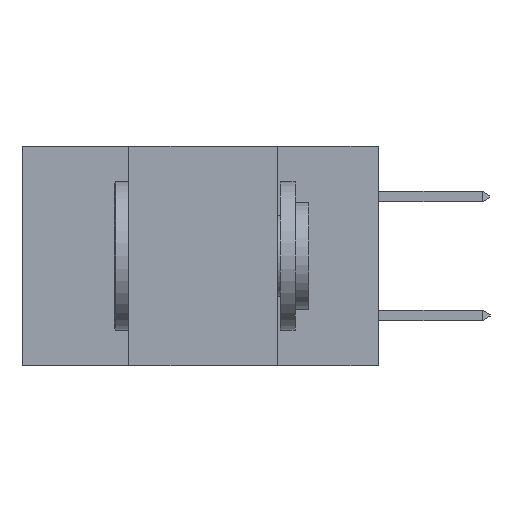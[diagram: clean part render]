
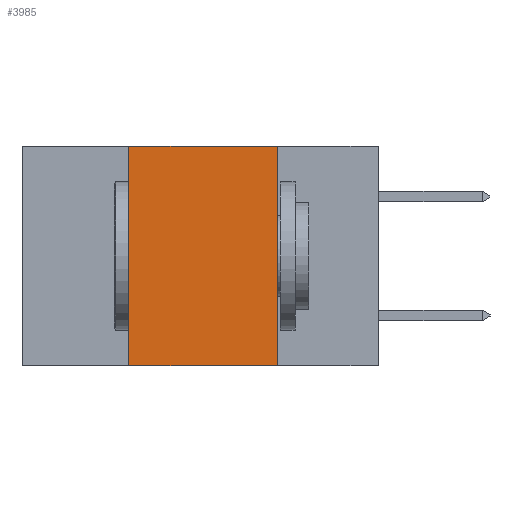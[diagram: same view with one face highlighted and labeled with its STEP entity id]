
A CAD part, left-side view. The second image highlights one B-rep face of the part: STEP entity #3985.
In plain terms, the highlighted planar face has unit normal (-1, 0, 0).
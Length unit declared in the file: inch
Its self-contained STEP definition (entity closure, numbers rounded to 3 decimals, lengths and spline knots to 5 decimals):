
#336 = CARTESIAN_POINT ( 'NONE',  ( 0., 0.42, 0. ) ) ;
#2102 = VECTOR ( 'NONE', #9972, 39.37008 ) ;
#2774 = VECTOR ( 'NONE', #4836, 39.37008 ) ;
#2956 = CARTESIAN_POINT ( 'NONE',  ( 0., 0.42, -0.37 ) ) ;
#3018 = CARTESIAN_POINT ( 'NONE',  ( 0., 0.6, 0. ) ) ;
#3985 = ADVANCED_FACE ( 'NONE', ( #21507 ), #18000, .F. ) ;
#4507 = ORIENTED_EDGE ( 'NONE', *, *, #11915, .F. ) ;
#4521 = LINE ( 'NONE', #7352, #8775 ) ;
#4836 = DIRECTION ( 'NONE',  ( 0., -1., 0. ) ) ;
#7079 = EDGE_CURVE ( 'NONE', #10287, #9105, #11682, .T. ) ;
#7139 = DIRECTION ( 'NONE',  ( 0., 0., 1. ) ) ;
#7295 = CARTESIAN_POINT ( 'NONE',  ( 0., 0.17, 0. ) ) ;
#7343 = EDGE_LOOP ( 'NONE', ( #10546, #8272, #4507, #12232 ) ) ;
#7352 = CARTESIAN_POINT ( 'NONE',  ( 0., 0.6, -0.37 ) ) ;
#8272 = ORIENTED_EDGE ( 'NONE', *, *, #10724, .F. ) ;
#8775 = VECTOR ( 'NONE', #19717, 39.37008 ) ;
#9105 = VERTEX_POINT ( 'NONE', #11598 ) ;
#9972 = DIRECTION ( 'NONE',  ( 0., 0., -1. ) ) ;
#10287 = VERTEX_POINT ( 'NONE', #7295 ) ;
#10546 = ORIENTED_EDGE ( 'NONE', *, *, #7079, .F. ) ;
#10724 = EDGE_CURVE ( 'NONE', #10830, #10287, #16947, .T. ) ;
#10830 = VERTEX_POINT ( 'NONE', #336 ) ;
#10905 = LINE ( 'NONE', #17698, #11458 ) ;
#11458 = VECTOR ( 'NONE', #7139, 39.37008 ) ;
#11598 = CARTESIAN_POINT ( 'NONE',  ( 0., 0.17, -0.37 ) ) ;
#11682 = LINE ( 'NONE', #22154, #2102 ) ;
#11915 = EDGE_CURVE ( 'NONE', #16772, #10830, #10905, .T. ) ;
#12232 = ORIENTED_EDGE ( 'NONE', *, *, #20037, .T. ) ;
#16772 = VERTEX_POINT ( 'NONE', #2956 ) ;
#16947 = LINE ( 'NONE', #3018, #2774 ) ;
#17698 = CARTESIAN_POINT ( 'NONE',  ( 0., 0.42, -0.37 ) ) ;
#17947 = CARTESIAN_POINT ( 'NONE',  ( 0., 0.6, 0. ) ) ;
#18000 = PLANE ( 'NONE',  #19532 ) ;
#18050 = DIRECTION ( 'NONE',  ( 0., 0., -1. ) ) ;
#18571 = DIRECTION ( 'NONE',  ( 1., 0., 0. ) ) ;
#19532 = AXIS2_PLACEMENT_3D ( 'NONE', #17947, #18571, #18050 ) ;
#19717 = DIRECTION ( 'NONE',  ( 0., -1., 0. ) ) ;
#20037 = EDGE_CURVE ( 'NONE', #16772, #9105, #4521, .T. ) ;
#21507 = FACE_OUTER_BOUND ( 'NONE', #7343, .T. ) ;
#22154 = CARTESIAN_POINT ( 'NONE',  ( 0., 0.17, -0.37 ) ) ;
